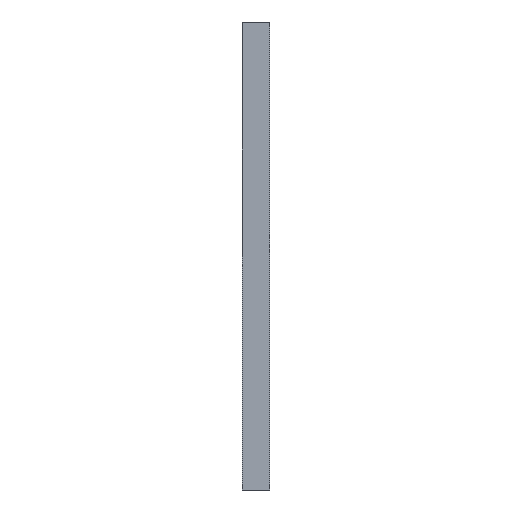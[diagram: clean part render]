
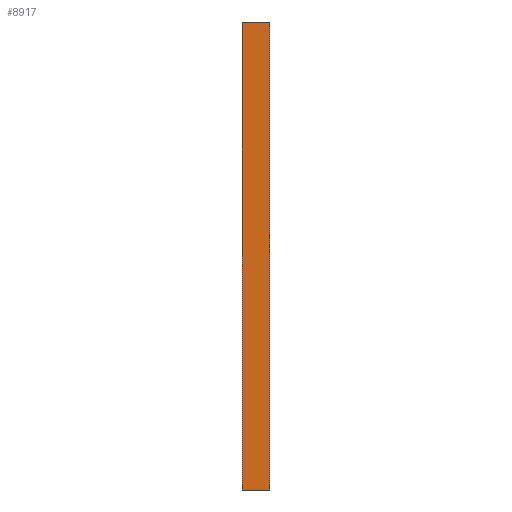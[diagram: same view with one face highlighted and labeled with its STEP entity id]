
A CAD part, front view. The second image highlights one B-rep face of the part: STEP entity #8917.
In plain terms, the highlighted planar face has unit normal (0, -1, 0).
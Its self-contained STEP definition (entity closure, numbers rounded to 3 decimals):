
#347 = VECTOR ( 'NONE', #12764, 1000. ) ;
#477 = VECTOR ( 'NONE', #9875, 1000. ) ;
#582 = DIRECTION ( 'NONE',  ( 0., 0., 1. ) ) ;
#686 = CARTESIAN_POINT ( 'NONE',  ( -24., 0., -45.5 ) ) ;
#1423 = VECTOR ( 'NONE', #582, 1000. ) ;
#2408 = DIRECTION ( 'NONE',  ( 0., -1., 0. ) ) ;
#2454 = EDGE_CURVE ( 'NONE', #6637, #2923, #10366, .T. ) ;
#2650 = CARTESIAN_POINT ( 'NONE',  ( -21.5, 0., -43. ) ) ;
#2716 = ORIENTED_EDGE ( 'NONE', *, *, #3546, .F. ) ;
#2863 = FACE_OUTER_BOUND ( 'NONE', #8401, .T. ) ;
#2923 = VERTEX_POINT ( 'NONE', #12310 ) ;
#3375 = CARTESIAN_POINT ( 'NONE',  ( -24., 0., 0. ) ) ;
#3475 = CARTESIAN_POINT ( 'NONE',  ( -21.5, 0., 0. ) ) ;
#3546 = EDGE_CURVE ( 'NONE', #2923, #10475, #3628, .T. ) ;
#3628 = LINE ( 'NONE', #686, #1423 ) ;
#4231 = CARTESIAN_POINT ( 'NONE',  ( -21.5, 0., -43. ) ) ;
#4636 = PLANE ( 'NONE',  #11436 ) ;
#5171 = VERTEX_POINT ( 'NONE', #12332 ) ;
#6548 = LINE ( 'NONE', #3475, #347 ) ;
#6637 = VERTEX_POINT ( 'NONE', #2650 ) ;
#7635 = ORIENTED_EDGE ( 'NONE', *, *, #2454, .F. ) ;
#8120 = LINE ( 'NONE', #8431, #477 ) ;
#8401 = EDGE_LOOP ( 'NONE', ( #7635, #11179, #14555, #2716 ) ) ;
#8431 = CARTESIAN_POINT ( 'NONE',  ( -21.5, 0., 0. ) ) ;
#8917 = ADVANCED_FACE ( 'NONE', ( #2863 ), #4636, .T. ) ;
#9871 = EDGE_CURVE ( 'NONE', #5171, #10475, #8120, .T. ) ;
#9875 = DIRECTION ( 'NONE',  ( -1., 0., 0. ) ) ;
#10366 = LINE ( 'NONE', #4231, #12377 ) ;
#10374 = DIRECTION ( 'NONE',  ( -1., 0., 0. ) ) ;
#10475 = VERTEX_POINT ( 'NONE', #3375 ) ;
#11179 = ORIENTED_EDGE ( 'NONE', *, *, #15043, .F. ) ;
#11436 = AXIS2_PLACEMENT_3D ( 'NONE', #11801, #2408, #12778 ) ;
#11801 = CARTESIAN_POINT ( 'NONE',  ( 0., 0., 0. ) ) ;
#12310 = CARTESIAN_POINT ( 'NONE',  ( -24., 0., -43. ) ) ;
#12332 = CARTESIAN_POINT ( 'NONE',  ( -21.5, 0., 0. ) ) ;
#12377 = VECTOR ( 'NONE', #10374, 1000. ) ;
#12764 = DIRECTION ( 'NONE',  ( 0., 0., -1. ) ) ;
#12778 = DIRECTION ( 'NONE',  ( 0., 0., -1. ) ) ;
#14555 = ORIENTED_EDGE ( 'NONE', *, *, #9871, .T. ) ;
#15043 = EDGE_CURVE ( 'NONE', #5171, #6637, #6548, .T. ) ;
